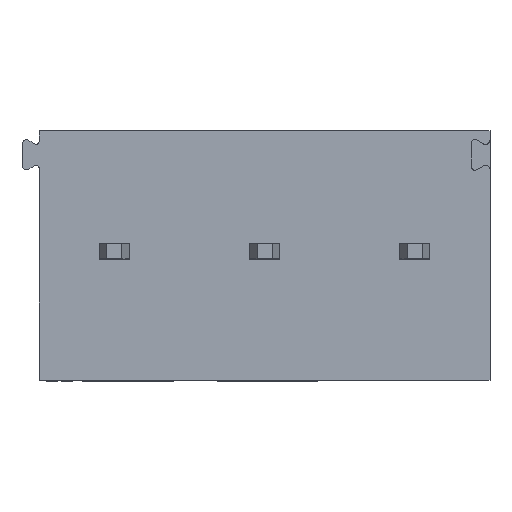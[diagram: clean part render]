
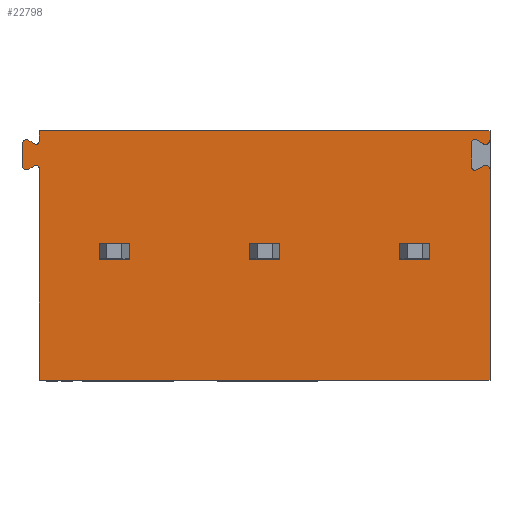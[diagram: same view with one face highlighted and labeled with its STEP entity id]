
A CAD part, front view. The second image highlights one B-rep face of the part: STEP entity #22798.
In plain terms, the highlighted planar face has unit normal (0, -1, 0).
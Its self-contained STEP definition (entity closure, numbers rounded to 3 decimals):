
#10=DIRECTION('',(0.,0.,-1.));
#11=VECTOR('',#10,7.046);
#12=CARTESIAN_POINT('',(0.,0.,-1.254));
#13=LINE('',#12,#11);
#38=DIRECTION('',(0.,0.,-1.));
#39=VECTOR('',#38,0.346);
#40=CARTESIAN_POINT('',(0.,0.,0.));
#41=LINE('',#40,#39);
#118=DIRECTION('',(-0.866,0.,0.5));
#119=VECTOR('',#118,0.271);
#120=CARTESIAN_POINT('',(14.775,0.,-0.434));
#121=LINE('',#120,#119);
#122=CARTESIAN_POINT('',(14.49,0.,-0.385));
#123=DIRECTION('',(0.,-1.,0.));
#124=DIRECTION('',(0.5,0.,0.866));
#125=AXIS2_PLACEMENT_3D('',#122,#123,#124);
#127=DIRECTION('',(0.,0.,-1.));
#128=VECTOR('',#127,0.83);
#129=CARTESIAN_POINT('',(14.39,0.,-0.385));
#130=LINE('',#129,#128);
#131=CARTESIAN_POINT('',(14.49,0.,-1.215));
#132=DIRECTION('',(0.,-1.,0.));
#133=DIRECTION('',(-1.,0.,0.));
#134=AXIS2_PLACEMENT_3D('',#131,#132,#133);
#136=DIRECTION('',(0.866,0.,0.5));
#137=VECTOR('',#136,0.271);
#138=CARTESIAN_POINT('',(14.54,0.,-1.302));
#139=LINE('',#138,#137);
#140=CARTESIAN_POINT('',(14.85,0.,-1.296));
#141=DIRECTION('',(0.,-1.,0.));
#142=DIRECTION('',(1.,0.,0.));
#143=AXIS2_PLACEMENT_3D('',#140,#141,#142);
#145=CARTESIAN_POINT('',(-0.1,0.,-1.254));
#146=DIRECTION('',(0.,-1.,0.));
#147=DIRECTION('',(1.,0.,0.));
#148=AXIS2_PLACEMENT_3D('',#145,#146,#147);
#150=DIRECTION('',(-0.866,0.,-0.5));
#151=VECTOR('',#150,0.225);
#152=CARTESIAN_POINT('',(-0.15,0.,-1.167));
#153=LINE('',#152,#151);
#154=CARTESIAN_POINT('',(-0.42,0.,-1.15));
#155=DIRECTION('',(0.,1.,0.));
#156=DIRECTION('',(0.5,0.,-0.866));
#157=AXIS2_PLACEMENT_3D('',#154,#155,#156);
#159=DIRECTION('',(0.,0.,1.));
#160=VECTOR('',#159,0.7);
#161=CARTESIAN_POINT('',(-0.57,0.,-1.15));
#162=LINE('',#161,#160);
#163=CARTESIAN_POINT('',(-0.42,0.,-0.45));
#164=DIRECTION('',(0.,1.,0.));
#165=DIRECTION('',(-1.,0.,0.));
#166=AXIS2_PLACEMENT_3D('',#163,#164,#165);
#168=DIRECTION('',(0.866,0.,-0.5));
#169=VECTOR('',#168,0.225);
#170=CARTESIAN_POINT('',(-0.345,0.,-0.32));
#171=LINE('',#170,#169);
#172=CARTESIAN_POINT('',(-0.1,0.,-0.346));
#173=DIRECTION('',(0.,-1.,0.));
#174=DIRECTION('',(-0.5,0.,-0.866));
#175=AXIS2_PLACEMENT_3D('',#172,#173,#174);
#177=DIRECTION('',(1.,0.,0.));
#178=VECTOR('',#177,15.);
#179=CARTESIAN_POINT('',(0.,0.,0.));
#180=LINE('',#179,#178);
#181=CARTESIAN_POINT('',(14.85,0.,-0.304));
#182=DIRECTION('',(0.,-1.,0.));
#183=DIRECTION('',(-0.5,0.,-0.866));
#184=AXIS2_PLACEMENT_3D('',#181,#182,#183);
#186=DIRECTION('',(1.,0.,0.));
#187=VECTOR('',#186,1.);
#188=CARTESIAN_POINT('',(2.,0.,-3.77));
#189=LINE('',#188,#187);
#190=DIRECTION('',(0.,0.,-1.));
#191=VECTOR('',#190,0.522);
#192=CARTESIAN_POINT('',(2.,0.,-3.77));
#193=LINE('',#192,#191);
#194=DIRECTION('',(1.,0.,0.));
#195=VECTOR('',#194,1.);
#196=CARTESIAN_POINT('',(2.,0.,-4.292));
#197=LINE('',#196,#195);
#198=DIRECTION('',(0.,0.,1.));
#199=VECTOR('',#198,0.522);
#200=CARTESIAN_POINT('',(3.,0.,-4.292));
#201=LINE('',#200,#199);
#202=DIRECTION('',(1.,0.,0.));
#203=VECTOR('',#202,1.);
#204=CARTESIAN_POINT('',(7.,0.,-3.77));
#205=LINE('',#204,#203);
#206=DIRECTION('',(0.,0.,-1.));
#207=VECTOR('',#206,0.522);
#208=CARTESIAN_POINT('',(7.,0.,-3.77));
#209=LINE('',#208,#207);
#210=DIRECTION('',(1.,0.,0.));
#211=VECTOR('',#210,1.);
#212=CARTESIAN_POINT('',(7.,0.,-4.292));
#213=LINE('',#212,#211);
#214=DIRECTION('',(0.,0.,1.));
#215=VECTOR('',#214,0.522);
#216=CARTESIAN_POINT('',(8.,0.,-4.292));
#217=LINE('',#216,#215);
#218=DIRECTION('',(1.,0.,0.));
#219=VECTOR('',#218,1.);
#220=CARTESIAN_POINT('',(12.,0.,-3.77));
#221=LINE('',#220,#219);
#222=DIRECTION('',(0.,0.,-1.));
#223=VECTOR('',#222,0.522);
#224=CARTESIAN_POINT('',(12.,0.,-3.77));
#225=LINE('',#224,#223);
#226=DIRECTION('',(1.,0.,0.));
#227=VECTOR('',#226,1.);
#228=CARTESIAN_POINT('',(12.,0.,-4.292));
#229=LINE('',#228,#227);
#230=DIRECTION('',(0.,0.,1.));
#231=VECTOR('',#230,0.522);
#232=CARTESIAN_POINT('',(13.,0.,-4.292));
#233=LINE('',#232,#231);
#246=DIRECTION('',(0.,0.,-1.));
#247=VECTOR('',#246,0.304);
#248=CARTESIAN_POINT('',(15.,0.,0.));
#249=LINE('',#248,#247);
#274=DIRECTION('',(0.,0.,-1.));
#275=VECTOR('',#274,7.004);
#276=CARTESIAN_POINT('',(15.,0.,-1.296));
#277=LINE('',#276,#275);
#2633=DIRECTION('',(1.,0.,0.));
#2634=VECTOR('',#2633,15.);
#2635=CARTESIAN_POINT('',(0.,0.,-8.3));
#2636=LINE('',#2635,#2634);
#18676=CARTESIAN_POINT('',(0.,0.,-8.3));
#18678=VERTEX_POINT('',#18676);
#18684=CARTESIAN_POINT('',(0.,0.,0.));
#18685=VERTEX_POINT('',#18684);
#18746=CARTESIAN_POINT('',(-0.15,0.,-1.167));
#18747=CARTESIAN_POINT('',(-0.345,0.,-1.28));
#18748=VERTEX_POINT('',#18746);
#18749=VERTEX_POINT('',#18747);
#18750=CARTESIAN_POINT('',(-0.57,0.,-1.15));
#18751=VERTEX_POINT('',#18750);
#18752=CARTESIAN_POINT('',(-0.57,0.,-0.45));
#18753=CARTESIAN_POINT('',(-0.345,0.,-0.32));
#18754=VERTEX_POINT('',#18752);
#18755=VERTEX_POINT('',#18753);
#18756=CARTESIAN_POINT('',(-0.15,0.,-0.433));
#18757=VERTEX_POINT('',#18756);
#18770=CARTESIAN_POINT('',(0.,0.,-0.346));
#18771=VERTEX_POINT('',#18770);
#18772=CARTESIAN_POINT('',(0.,0.,-1.254));
#18773=VERTEX_POINT('',#18772);
#18790=CARTESIAN_POINT('',(14.775,0.,-0.434));
#18791=CARTESIAN_POINT('',(14.54,0.,-0.298));
#18792=VERTEX_POINT('',#18790);
#18793=VERTEX_POINT('',#18791);
#18794=CARTESIAN_POINT('',(14.39,0.,-0.385));
#18795=VERTEX_POINT('',#18794);
#18796=CARTESIAN_POINT('',(14.39,0.,-1.215));
#18797=VERTEX_POINT('',#18796);
#18798=CARTESIAN_POINT('',(14.54,0.,-1.302));
#18799=VERTEX_POINT('',#18798);
#18800=CARTESIAN_POINT('',(14.775,0.,-1.166));
#18801=VERTEX_POINT('',#18800);
#18802=CARTESIAN_POINT('',(15.,0.,-1.296));
#18803=VERTEX_POINT('',#18802);
#18804=CARTESIAN_POINT('',(15.,0.,-0.304));
#18805=VERTEX_POINT('',#18804);
#18886=CARTESIAN_POINT('',(15.,0.,-8.3));
#18888=VERTEX_POINT('',#18886);
#18894=CARTESIAN_POINT('',(15.,0.,0.));
#18895=VERTEX_POINT('',#18894);
#21999=CARTESIAN_POINT('',(2.,0.,-3.77));
#22000=CARTESIAN_POINT('',(3.,0.,-3.77));
#22001=VERTEX_POINT('',#21999);
#22002=VERTEX_POINT('',#22000);
#22003=CARTESIAN_POINT('',(2.,0.,-4.292));
#22004=CARTESIAN_POINT('',(3.,0.,-4.292));
#22005=VERTEX_POINT('',#22003);
#22006=VERTEX_POINT('',#22004);
#22177=CARTESIAN_POINT('',(7.,0.,-3.77));
#22178=CARTESIAN_POINT('',(8.,0.,-3.77));
#22179=VERTEX_POINT('',#22177);
#22180=VERTEX_POINT('',#22178);
#22181=CARTESIAN_POINT('',(7.,0.,-4.292));
#22182=CARTESIAN_POINT('',(8.,0.,-4.292));
#22183=VERTEX_POINT('',#22181);
#22184=VERTEX_POINT('',#22182);
#22355=CARTESIAN_POINT('',(12.,0.,-3.77));
#22356=CARTESIAN_POINT('',(13.,0.,-3.77));
#22357=VERTEX_POINT('',#22355);
#22358=VERTEX_POINT('',#22356);
#22359=CARTESIAN_POINT('',(12.,0.,-4.292));
#22360=CARTESIAN_POINT('',(13.,0.,-4.292));
#22361=VERTEX_POINT('',#22359);
#22362=VERTEX_POINT('',#22360);
#22724=CARTESIAN_POINT('',(0.,0.,0.));
#22725=DIRECTION('',(0.,-1.,0.));
#22726=DIRECTION('',(0.,0.,-1.));
#22727=AXIS2_PLACEMENT_3D('',#22724,#22725,#22726);
#22728=PLANE('',#22727);
#22730=ORIENTED_EDGE('',*,*,#22729,.T.);
#22732=ORIENTED_EDGE('',*,*,#22731,.T.);
#22734=ORIENTED_EDGE('',*,*,#22733,.T.);
#22736=ORIENTED_EDGE('',*,*,#22735,.T.);
#22738=ORIENTED_EDGE('',*,*,#22737,.T.);
#22740=ORIENTED_EDGE('',*,*,#22739,.F.);
#22742=ORIENTED_EDGE('',*,*,#22741,.T.);
#22744=ORIENTED_EDGE('',*,*,#22743,.F.);
#22745=ORIENTED_EDGE('',*,*,#22644,.F.);
#22747=ORIENTED_EDGE('',*,*,#22746,.T.);
#22749=ORIENTED_EDGE('',*,*,#22748,.T.);
#22751=ORIENTED_EDGE('',*,*,#22750,.T.);
#22753=ORIENTED_EDGE('',*,*,#22752,.T.);
#22755=ORIENTED_EDGE('',*,*,#22754,.T.);
#22757=ORIENTED_EDGE('',*,*,#22756,.T.);
#22758=ORIENTED_EDGE('',*,*,#22715,.T.);
#22759=ORIENTED_EDGE('',*,*,#22662,.F.);
#22761=ORIENTED_EDGE('',*,*,#22760,.T.);
#22763=ORIENTED_EDGE('',*,*,#22762,.T.);
#22765=ORIENTED_EDGE('',*,*,#22764,.F.);
#22766=EDGE_LOOP('',(#22730,#22732,#22734,#22736,#22738,#22740,#22742,#22744,
#22745,#22747,#22749,#22751,#22753,#22755,#22757,#22758,#22759,#22761,#22763,
#22765));
#22767=FACE_OUTER_BOUND('',#22766,.F.);
#22769=ORIENTED_EDGE('',*,*,#22768,.F.);
#22771=ORIENTED_EDGE('',*,*,#22770,.T.);
#22773=ORIENTED_EDGE('',*,*,#22772,.T.);
#22775=ORIENTED_EDGE('',*,*,#22774,.T.);
#22776=EDGE_LOOP('',(#22769,#22771,#22773,#22775));
#22777=FACE_BOUND('',#22776,.F.);
#22779=ORIENTED_EDGE('',*,*,#22778,.F.);
#22781=ORIENTED_EDGE('',*,*,#22780,.T.);
#22783=ORIENTED_EDGE('',*,*,#22782,.T.);
#22785=ORIENTED_EDGE('',*,*,#22784,.T.);
#22786=EDGE_LOOP('',(#22779,#22781,#22783,#22785));
#22787=FACE_BOUND('',#22786,.F.);
#22789=ORIENTED_EDGE('',*,*,#22788,.F.);
#22791=ORIENTED_EDGE('',*,*,#22790,.T.);
#22793=ORIENTED_EDGE('',*,*,#22792,.T.);
#22795=ORIENTED_EDGE('',*,*,#22794,.T.);
#22796=EDGE_LOOP('',(#22789,#22791,#22793,#22795));
#22797=FACE_BOUND('',#22796,.F.);
#22798=ADVANCED_FACE('',(#22767,#22777,#22787,#22797),#22728,.T.);
#126=CIRCLE('',#125,0.1);
#135=CIRCLE('',#134,0.1);
#144=CIRCLE('',#143,0.15);
#149=CIRCLE('',#148,0.1);
#158=CIRCLE('',#157,0.15);
#167=CIRCLE('',#166,0.15);
#176=CIRCLE('',#175,0.1);
#185=CIRCLE('',#184,0.15);
#22644=EDGE_CURVE('',#18773,#18678,#13,.T.);
#22662=EDGE_CURVE('',#18685,#18771,#41,.T.);
#22715=EDGE_CURVE('',#18757,#18771,#176,.T.);
#22729=EDGE_CURVE('',#18792,#18793,#121,.T.);
#22731=EDGE_CURVE('',#18793,#18795,#126,.T.);
#22733=EDGE_CURVE('',#18795,#18797,#130,.T.);
#22735=EDGE_CURVE('',#18797,#18799,#135,.T.);
#22737=EDGE_CURVE('',#18799,#18801,#139,.T.);
#22739=EDGE_CURVE('',#18803,#18801,#144,.T.);
#22741=EDGE_CURVE('',#18803,#18888,#277,.T.);
#22743=EDGE_CURVE('',#18678,#18888,#2636,.T.);
#22746=EDGE_CURVE('',#18773,#18748,#149,.T.);
#22748=EDGE_CURVE('',#18748,#18749,#153,.T.);
#22750=EDGE_CURVE('',#18749,#18751,#158,.T.);
#22752=EDGE_CURVE('',#18751,#18754,#162,.T.);
#22754=EDGE_CURVE('',#18754,#18755,#167,.T.);
#22756=EDGE_CURVE('',#18755,#18757,#171,.T.);
#22760=EDGE_CURVE('',#18685,#18895,#180,.T.);
#22762=EDGE_CURVE('',#18895,#18805,#249,.T.);
#22764=EDGE_CURVE('',#18792,#18805,#185,.T.);
#22768=EDGE_CURVE('',#22001,#22002,#189,.T.);
#22770=EDGE_CURVE('',#22001,#22005,#193,.T.);
#22772=EDGE_CURVE('',#22005,#22006,#197,.T.);
#22774=EDGE_CURVE('',#22006,#22002,#201,.T.);
#22778=EDGE_CURVE('',#22179,#22180,#205,.T.);
#22780=EDGE_CURVE('',#22179,#22183,#209,.T.);
#22782=EDGE_CURVE('',#22183,#22184,#213,.T.);
#22784=EDGE_CURVE('',#22184,#22180,#217,.T.);
#22788=EDGE_CURVE('',#22357,#22358,#221,.T.);
#22790=EDGE_CURVE('',#22357,#22361,#225,.T.);
#22792=EDGE_CURVE('',#22361,#22362,#229,.T.);
#22794=EDGE_CURVE('',#22362,#22358,#233,.T.);
